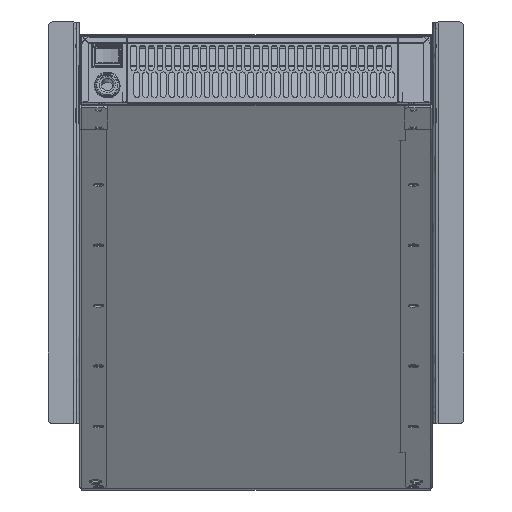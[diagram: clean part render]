
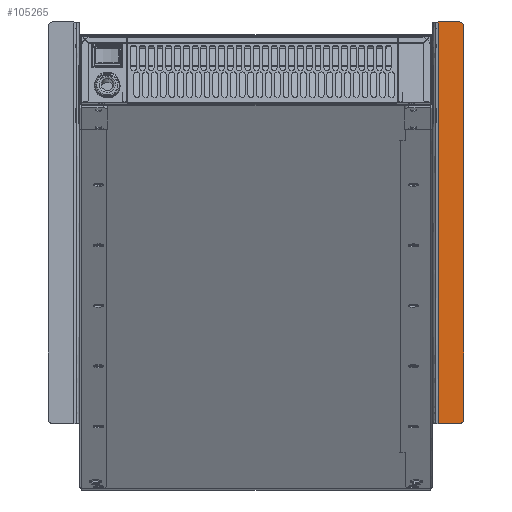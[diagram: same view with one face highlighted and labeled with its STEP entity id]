
A CAD part, front view. The second image highlights one B-rep face of the part: STEP entity #105265.
In plain terms, the highlighted free-form (B-spline) face has degree [1, 1] with [2, 2] control points.
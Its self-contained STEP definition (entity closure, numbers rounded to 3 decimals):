
#104944 = VERTEX_POINT('',#104945);
#104945 = CARTESIAN_POINT('',(287.608,-3.665,
    55.859));
#105156 = VERTEX_POINT('',#105157);
#105157 = CARTESIAN_POINT('',(287.608,-3.665,
    -266.09));
#105179 = EDGE_CURVE('',#104944,#105156,#105180,.T.);
#105180 = B_SPLINE_CURVE_WITH_KNOTS('',1,(#105181,#105182),
  .UNSPECIFIED.,.F.,.F.,(2,2),(0.,270.),.PIECEWISE_BEZIER_KNOTS.);
#105181 = CARTESIAN_POINT('',(287.608,-3.665,
    55.859));
#105182 = CARTESIAN_POINT('',(287.608,-3.665,
    -266.09));
#105221 = VERTEX_POINT('',#105222);
#105222 = CARTESIAN_POINT('',(304.778,-3.665,
    -266.09));
#105227 = EDGE_CURVE('',#105221,#105156,#105228,.T.);
#105228 = B_SPLINE_CURVE_WITH_KNOTS('',1,(#105229,#105230),
  .UNSPECIFIED.,.F.,.F.,(2,2),(-16.,-1.6),.PIECEWISE_BEZIER_KNOTS.);
#105229 = CARTESIAN_POINT('',(304.778,-3.665,
    -266.09));
#105230 = CARTESIAN_POINT('',(287.608,-3.665,
    -266.09));
#105241 = EDGE_CURVE('',#104944,#105242,#105244,.T.);
#105242 = VERTEX_POINT('',#105243);
#105243 = CARTESIAN_POINT('',(304.778,-3.665,
    55.859));
#105244 = B_SPLINE_CURVE_WITH_KNOTS('',1,(#105245,#105246),
  .UNSPECIFIED.,.F.,.F.,(2,2),(-17.4,-3.),.PIECEWISE_BEZIER_KNOTS.);
#105245 = CARTESIAN_POINT('',(287.608,-3.665,
    55.859));
#105246 = CARTESIAN_POINT('',(304.778,-3.665,
    55.859));
#105265 = ADVANCED_FACE('',(#105266),#105292,.T.);
#105266 = FACE_BOUND('',#105267,.T.);
#105267 = EDGE_LOOP('',(#105268,#105269,#105277,#105284,#105290,#105291)
  );
#105268 = ORIENTED_EDGE('',*,*,#105227,.F.);
#105269 = ORIENTED_EDGE('',*,*,#105270,.T.);
#105270 = EDGE_CURVE('',#105221,#105271,#105273,.T.);
#105271 = VERTEX_POINT('',#105272);
#105272 = CARTESIAN_POINT('',(308.356,-3.665,
    -262.513));
#105273 = ( BOUNDED_CURVE() B_SPLINE_CURVE(2,(#105274,#105275,#105276),
.UNSPECIFIED.,.F.,.F.) B_SPLINE_CURVE_WITH_KNOTS((3,3),(4.712,
6.283),.PIECEWISE_BEZIER_KNOTS.) CURVE() 
GEOMETRIC_REPRESENTATION_ITEM() RATIONAL_B_SPLINE_CURVE((1.,
0.707,1.)) REPRESENTATION_ITEM('') );
#105274 = CARTESIAN_POINT('',(304.778,-3.665,
    -266.09));
#105275 = CARTESIAN_POINT('',(308.356,-3.665,
    -266.09));
#105276 = CARTESIAN_POINT('',(308.356,-3.665,
    -262.513));
#105277 = ORIENTED_EDGE('',*,*,#105278,.F.);
#105278 = EDGE_CURVE('',#105279,#105271,#105281,.T.);
#105279 = VERTEX_POINT('',#105280);
#105280 = CARTESIAN_POINT('',(308.356,-3.665,
    52.281));
#105281 = B_SPLINE_CURVE_WITH_KNOTS('',1,(#105282,#105283),
  .UNSPECIFIED.,.F.,.F.,(2,2),(-267.,-3.),.PIECEWISE_BEZIER_KNOTS.);
#105282 = CARTESIAN_POINT('',(308.356,-3.665,
    52.281));
#105283 = CARTESIAN_POINT('',(308.356,-3.665,
    -262.513));
#105284 = ORIENTED_EDGE('',*,*,#105285,.T.);
#105285 = EDGE_CURVE('',#105279,#105242,#105286,.T.);
#105286 = ( BOUNDED_CURVE() B_SPLINE_CURVE(2,(#105287,#105288,#105289),
.UNSPECIFIED.,.F.,.F.) B_SPLINE_CURVE_WITH_KNOTS((3,3),(0.,
1.571),.PIECEWISE_BEZIER_KNOTS.) CURVE() 
GEOMETRIC_REPRESENTATION_ITEM() RATIONAL_B_SPLINE_CURVE((1.,
0.707,1.)) REPRESENTATION_ITEM('') );
#105287 = CARTESIAN_POINT('',(308.356,-3.665,
    52.281));
#105288 = CARTESIAN_POINT('',(308.356,-3.665,
    55.859));
#105289 = CARTESIAN_POINT('',(304.778,-3.665,
    55.859));
#105290 = ORIENTED_EDGE('',*,*,#105241,.F.);
#105291 = ORIENTED_EDGE('',*,*,#105179,.T.);
#105292 = B_SPLINE_SURFACE_WITH_KNOTS('',1,1,(
    (#105293,#105294)
    ,(#105295,#105296
  )),.UNSPECIFIED.,.F.,.F.,.F.,(2,2),(2,2),(1.6,19.),(-270.,0.),
  .PIECEWISE_BEZIER_KNOTS.);
#105293 = CARTESIAN_POINT('',(287.608,-3.665,
    -266.09));
#105294 = CARTESIAN_POINT('',(287.608,-3.665,
    55.859));
#105295 = CARTESIAN_POINT('',(308.356,-3.665,
    -266.09));
#105296 = CARTESIAN_POINT('',(308.356,-3.665,
    55.859));
